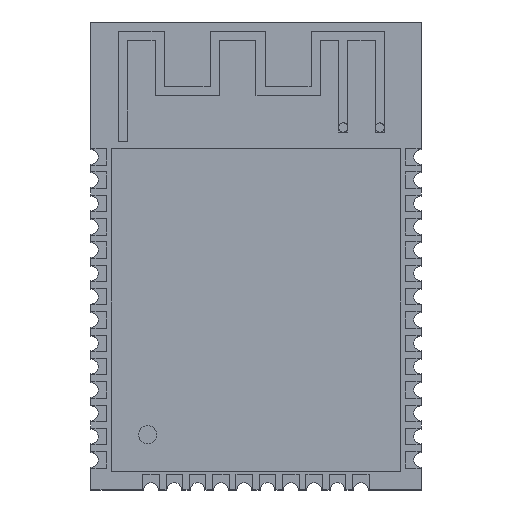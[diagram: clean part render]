
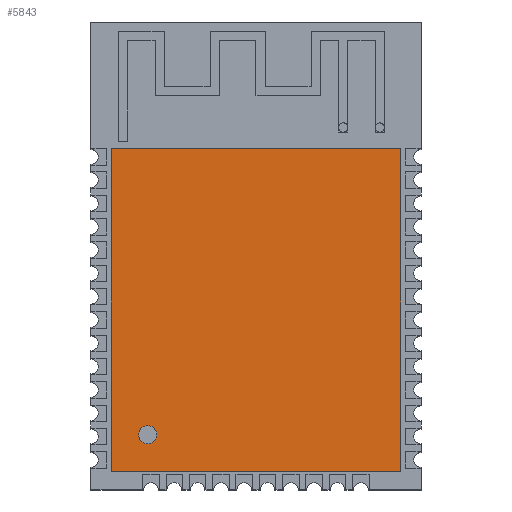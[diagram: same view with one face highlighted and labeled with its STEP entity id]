
A CAD part, top view. The second image highlights one B-rep face of the part: STEP entity #5843.
In plain terms, the highlighted planar face has unit normal (0, 0, 1).
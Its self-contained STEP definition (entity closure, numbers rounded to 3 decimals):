
#29=FACE_BOUND('',#755,.T.);
#126=CIRCLE('',#6249,0.5);
#462=FACE_OUTER_BOUND('',#754,.T.);
#754=EDGE_LOOP('',(#5298,#5299,#5300,#5301));
#755=EDGE_LOOP('',(#5302));
#1492=LINE('',#9447,#2236);
#1495=LINE('',#9453,#2239);
#1498=LINE('',#9459,#2242);
#1501=LINE('',#9463,#2245);
#2236=VECTOR('',#7758,10.);
#2239=VECTOR('',#7763,10.);
#2242=VECTOR('',#7768,10.);
#2245=VECTOR('',#7773,10.);
#2787=VERTEX_POINT('',#9435);
#2791=VERTEX_POINT('',#9444);
#2792=VERTEX_POINT('',#9446);
#2794=VERTEX_POINT('',#9452);
#2796=VERTEX_POINT('',#9458);
#3619=EDGE_CURVE('',#2787,#2787,#126,.T.);
#3624=EDGE_CURVE('',#2792,#2791,#1492,.T.);
#3627=EDGE_CURVE('',#2794,#2792,#1495,.T.);
#3630=EDGE_CURVE('',#2796,#2794,#1498,.T.);
#3633=EDGE_CURVE('',#2791,#2796,#1501,.T.);
#5298=ORIENTED_EDGE('',*,*,#3633,.T.);
#5299=ORIENTED_EDGE('',*,*,#3630,.T.);
#5300=ORIENTED_EDGE('',*,*,#3627,.T.);
#5301=ORIENTED_EDGE('',*,*,#3624,.T.);
#5302=ORIENTED_EDGE('',*,*,#3619,.T.);
#5552=PLANE('',#6255);
#5843=ADVANCED_FACE('',(#462,#29),#5552,.T.);
#6249=AXIS2_PLACEMENT_3D('',#9436,#7749,#7750);
#6255=AXIS2_PLACEMENT_3D('',#9464,#7774,#7775);
#7749=DIRECTION('center_axis',(0.,0.,-1.));
#7750=DIRECTION('ref_axis',(1.,0.,0.));
#7758=DIRECTION('',(0.,-1.,0.));
#7763=DIRECTION('',(-1.,0.,0.));
#7768=DIRECTION('',(0.,1.,0.));
#7773=DIRECTION('',(1.,0.,0.));
#7774=DIRECTION('center_axis',(0.,0.,1.));
#7775=DIRECTION('ref_axis',(1.,0.,0.));
#9435=CARTESIAN_POINT('',(-8.5,-5.6,3.1));
#9436=CARTESIAN_POINT('Origin',(-8.,-5.6,3.1));
#9444=CARTESIAN_POINT('',(-10.,-7.6,3.1));
#9446=CARTESIAN_POINT('',(-10.,10.,3.1));
#9447=CARTESIAN_POINT('',(-10.,-7.6,3.1));
#9452=CARTESIAN_POINT('',(5.8,10.,3.1));
#9453=CARTESIAN_POINT('',(-10.,10.,3.1));
#9458=CARTESIAN_POINT('',(5.8,-7.6,3.1));
#9459=CARTESIAN_POINT('',(5.8,10.,3.1));
#9463=CARTESIAN_POINT('',(5.8,-7.6,3.1));
#9464=CARTESIAN_POINT('Origin',(-2.1,1.2,3.1));
